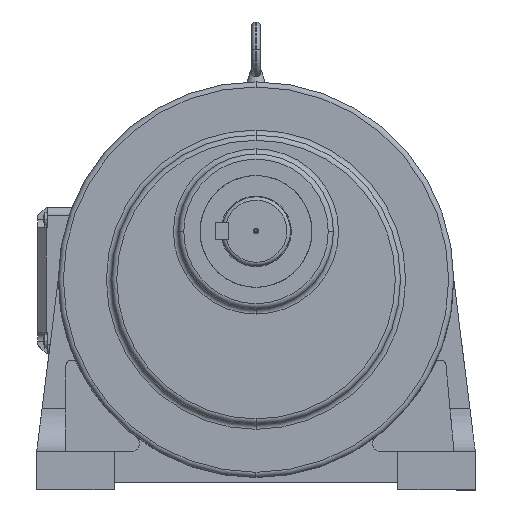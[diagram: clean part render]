
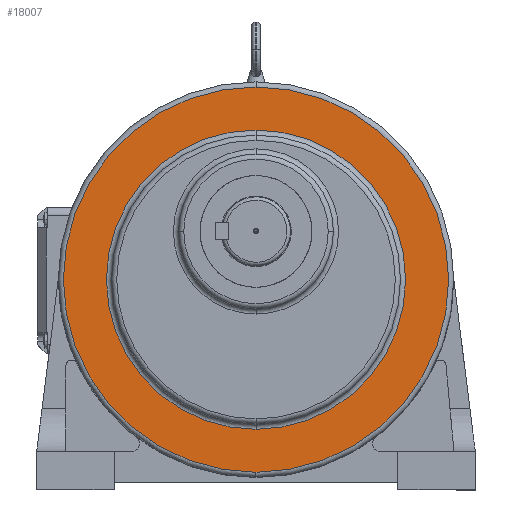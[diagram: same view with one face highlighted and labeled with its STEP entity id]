
A CAD part, top view. The second image highlights one B-rep face of the part: STEP entity #18007.
In plain terms, the highlighted face is planar.
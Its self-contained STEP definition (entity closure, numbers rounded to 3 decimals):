
#17502 = EDGE_LOOP ( 'NONE', ( #18283, #18273 ) ) ;
#18000 = ORIENTED_EDGE ( 'NONE', *, *, #18005, .T. ) ;
#18001 = ORIENTED_EDGE ( 'NONE', *, *, #22076, .T. ) ;
#18003 = EDGE_LOOP ( 'NONE', ( #18001, #18000 ) ) ;
#18005 = EDGE_CURVE ( 'NONE', #22003, #22077, #42198, .T. ) ;
#18007 = ADVANCED_FACE ( 'NONE', ( #42244, #42252 ), #42247, .T. ) ;
#18273 = ORIENTED_EDGE ( 'NONE', *, *, #18280, .T. ) ;
#18280 = EDGE_CURVE ( 'NONE', #21919, #21972, #41351, .T. ) ;
#18283 = ORIENTED_EDGE ( 'NONE', *, *, #21979, .T. ) ;
#21919 = VERTEX_POINT ( 'NONE', #53723 ) ;
#21972 = VERTEX_POINT ( 'NONE', #53826 ) ;
#21979 = EDGE_CURVE ( 'NONE', #21972, #21919, #53813, .T. ) ;
#22003 = VERTEX_POINT ( 'NONE', #53894 ) ;
#22076 = EDGE_CURVE ( 'NONE', #22077, #22003, #53983, .T. ) ;
#22077 = VERTEX_POINT ( 'NONE', #53965 ) ;
#41351 = CIRCLE ( 'NONE', #42393, 112. ) ;
#42198 = CIRCLE ( 'NONE', #42251, 87. ) ;
#42199 = CARTESIAN_POINT ( 'NONE',  ( 105., 0., 0. ) ) ;
#42238 = DIRECTION ( 'NONE',  ( 0., 1., 0. ) ) ;
#42239 = DIRECTION ( 'NONE',  ( 1., 0., 0. ) ) ;
#42240 = CARTESIAN_POINT ( 'NONE',  ( 105., 115., 0. ) ) ;
#42242 = AXIS2_PLACEMENT_3D ( 'NONE', #42240, #42239, #42238 ) ;
#42244 = FACE_BOUND ( 'NONE', #18003, .T. ) ;
#42247 = PLANE ( 'NONE',  #42242 ) ;
#42249 = DIRECTION ( 'NONE',  ( 0., 1., 0. ) ) ;
#42250 = DIRECTION ( 'NONE',  ( -1., 0., 0. ) ) ;
#42251 = AXIS2_PLACEMENT_3D ( 'NONE', #42199, #42250, #42249 ) ;
#42252 = FACE_OUTER_BOUND ( 'NONE', #17502, .T. ) ;
#42392 = CARTESIAN_POINT ( 'NONE',  ( 105., 0., 0. ) ) ;
#42393 = AXIS2_PLACEMENT_3D ( 'NONE', #42392, #42400, #42399 ) ;
#42399 = DIRECTION ( 'NONE',  ( 0., 1., 0. ) ) ;
#42400 = DIRECTION ( 'NONE',  ( 1., 0., 0. ) ) ;
#53723 = CARTESIAN_POINT ( 'NONE',  ( 105., -112., 0. ) ) ;
#53800 = DIRECTION ( 'NONE',  ( 0., 1., 0. ) ) ;
#53801 = DIRECTION ( 'NONE',  ( 1., 0., 0. ) ) ;
#53813 = CIRCLE ( 'NONE', #53818, 112. ) ;
#53815 = CARTESIAN_POINT ( 'NONE',  ( 105., 0., 0. ) ) ;
#53818 = AXIS2_PLACEMENT_3D ( 'NONE', #53815, #53801, #53800 ) ;
#53826 = CARTESIAN_POINT ( 'NONE',  ( 105., 112., 0. ) ) ;
#53894 = CARTESIAN_POINT ( 'NONE',  ( 105., -87., 0. ) ) ;
#53965 = CARTESIAN_POINT ( 'NONE',  ( 105., 87., 0. ) ) ;
#53983 = CIRCLE ( 'NONE', #54020, 87. ) ;
#53994 = DIRECTION ( 'NONE',  ( 0., 1., 0. ) ) ;
#53995 = DIRECTION ( 'NONE',  ( -1., 0., 0. ) ) ;
#54006 = CARTESIAN_POINT ( 'NONE',  ( 105., 0., 0. ) ) ;
#54020 = AXIS2_PLACEMENT_3D ( 'NONE', #54006, #53995, #53994 ) ;
